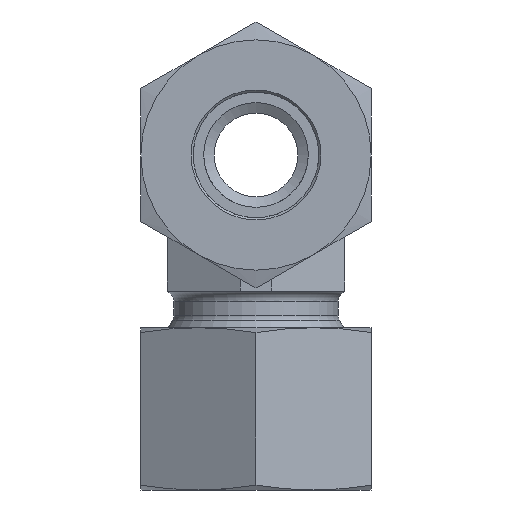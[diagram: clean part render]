
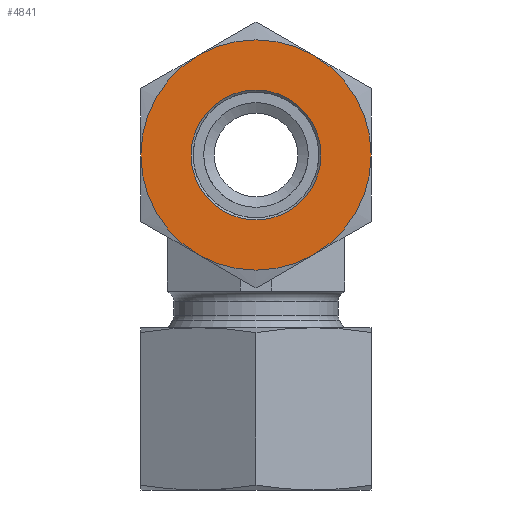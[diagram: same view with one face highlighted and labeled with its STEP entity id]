
A CAD part, front view. The second image highlights one B-rep face of the part: STEP entity #4841.
In plain terms, the highlighted face is planar.
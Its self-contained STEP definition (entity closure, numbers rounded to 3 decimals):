
#4745=CARTESIAN_POINT('',(6.2,0.,15.5));
#4746=VERTEX_POINT('',#4745);
#4747=CARTESIAN_POINT('',(0.0,0.0,15.5));
#4748=DIRECTION('',(0.0,0.0,1.0));
#4749=DIRECTION('',(-1.0,0.0,0.0));
#4750=AXIS2_PLACEMENT_3D('',#4747,#4748,#4749);
#4751=CIRCLE('',#4750,6.2);
#4752=EDGE_CURVE('',#4746,#4746,#4751,.T.);
#4777=CARTESIAN_POINT('',(0.,0.0,15.5));
#4778=DIRECTION('',(0.0,0.0,1.0));
#4779=DIRECTION('',(1.0,0.0,0.0));
#4780=AXIS2_PLACEMENT_3D('',#4777,#4778,#4779);
#4781=PLANE('',#4780);
#4782=CARTESIAN_POINT('',(-5.5,-9.526,15.5));
#4783=VERTEX_POINT('',#4782);
#4784=CARTESIAN_POINT('',(5.5,-9.526,15.5));
#4785=VERTEX_POINT('',#4784);
#4786=CARTESIAN_POINT('',(0.0,0.0,15.5));
#4787=DIRECTION('',(0.0,0.0,1.0));
#4788=DIRECTION('',(-0.5,-0.866,0.0));
#4789=AXIS2_PLACEMENT_3D('',#4786,#4787,#4788);
#4790=CIRCLE('',#4789,11.);
#4791=EDGE_CURVE('',#4783,#4785,#4790,.T.);
#4792=ORIENTED_EDGE('',*,*,#4791,.T.);
#4793=CARTESIAN_POINT('',(11.,0.,15.5));
#4794=VERTEX_POINT('',#4793);
#4795=CARTESIAN_POINT('',(0.0,0.0,15.5));
#4796=DIRECTION('',(0.0,0.0,1.0));
#4797=DIRECTION('',(-0.5,-0.866,0.0));
#4798=AXIS2_PLACEMENT_3D('',#4795,#4796,#4797);
#4799=CIRCLE('',#4798,11.);
#4800=EDGE_CURVE('',#4785,#4794,#4799,.T.);
#4801=ORIENTED_EDGE('',*,*,#4800,.T.);
#4802=CARTESIAN_POINT('',(5.5,9.526,15.5));
#4803=VERTEX_POINT('',#4802);
#4804=CARTESIAN_POINT('',(0.0,0.0,15.5));
#4805=DIRECTION('',(0.0,0.0,1.0));
#4806=DIRECTION('',(-0.5,-0.866,0.0));
#4807=AXIS2_PLACEMENT_3D('',#4804,#4805,#4806);
#4808=CIRCLE('',#4807,11.);
#4809=EDGE_CURVE('',#4794,#4803,#4808,.T.);
#4810=ORIENTED_EDGE('',*,*,#4809,.T.);
#4811=CARTESIAN_POINT('',(-5.5,9.526,15.5));
#4812=VERTEX_POINT('',#4811);
#4813=CARTESIAN_POINT('',(0.0,0.0,15.5));
#4814=DIRECTION('',(0.0,0.0,1.0));
#4815=DIRECTION('',(-0.5,-0.866,0.0));
#4816=AXIS2_PLACEMENT_3D('',#4813,#4814,#4815);
#4817=CIRCLE('',#4816,11.);
#4818=EDGE_CURVE('',#4803,#4812,#4817,.T.);
#4819=ORIENTED_EDGE('',*,*,#4818,.T.);
#4820=CARTESIAN_POINT('',(-11.0,0.0,15.5));
#4821=VERTEX_POINT('',#4820);
#4822=CARTESIAN_POINT('',(0.0,0.0,15.5));
#4823=DIRECTION('',(0.0,0.0,1.0));
#4824=DIRECTION('',(-0.5,-0.866,0.0));
#4825=AXIS2_PLACEMENT_3D('',#4822,#4823,#4824);
#4826=CIRCLE('',#4825,11.);
#4827=EDGE_CURVE('',#4812,#4821,#4826,.T.);
#4828=ORIENTED_EDGE('',*,*,#4827,.T.);
#4829=CARTESIAN_POINT('',(0.0,0.0,15.5));
#4830=DIRECTION('',(0.0,0.0,1.0));
#4831=DIRECTION('',(-0.5,-0.866,0.0));
#4832=AXIS2_PLACEMENT_3D('',#4829,#4830,#4831);
#4833=CIRCLE('',#4832,11.);
#4834=EDGE_CURVE('',#4821,#4783,#4833,.T.);
#4835=ORIENTED_EDGE('',*,*,#4834,.T.);
#4836=EDGE_LOOP('',(#4792,#4801,#4810,#4819,#4828,#4835));
#4837=FACE_OUTER_BOUND('',#4836,.T.);
#4838=ORIENTED_EDGE('',*,*,#4752,.F.);
#4839=EDGE_LOOP('',(#4838));
#4840=FACE_BOUND('',#4839,.T.);
#4841=ADVANCED_FACE('',(#4837,#4840),#4781,.T.);
